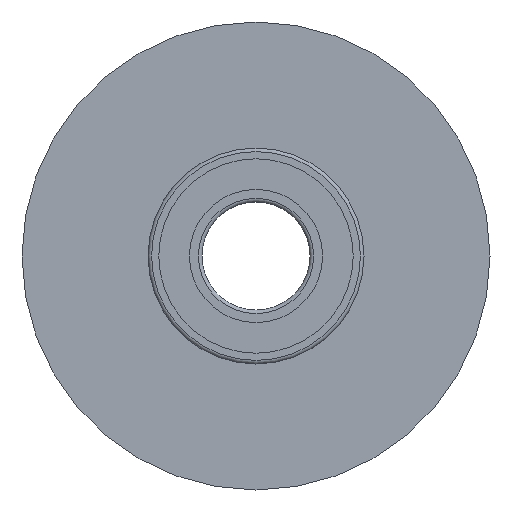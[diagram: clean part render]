
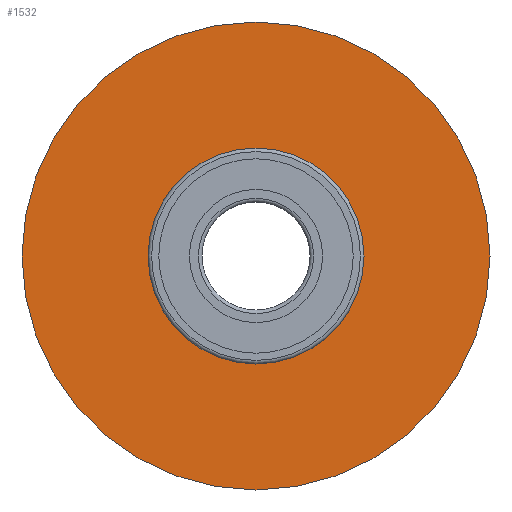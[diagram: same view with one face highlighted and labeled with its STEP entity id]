
A CAD part, left-side view. The second image highlights one B-rep face of the part: STEP entity #1532.
In plain terms, the highlighted planar face has unit normal (-1, 0, 0).
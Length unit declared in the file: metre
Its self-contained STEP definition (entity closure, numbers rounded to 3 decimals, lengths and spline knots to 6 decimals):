
#41=PLANE('',#1876);
#185=CIRCLE('',#1855,0.0065);
#195=CIRCLE('',#1875,0.003);
#628=ORIENTED_EDGE('',*,*,#839,.T.);
#629=ORIENTED_EDGE('',*,*,#849,.F.);
#839=EDGE_CURVE('',#993,#993,#185,.T.);
#849=EDGE_CURVE('',#1003,#1003,#195,.T.);
#993=VERTEX_POINT('',#2865);
#1003=VERTEX_POINT('',#2895);
#1246=EDGE_LOOP('',(#628));
#1247=EDGE_LOOP('',(#629));
#1364=FACE_BOUND('',#1246,.T.);
#1365=FACE_BOUND('',#1247,.T.);
#1532=ADVANCED_FACE('',(#1364,#1365),#41,.F.);
#1855=AXIS2_PLACEMENT_3D('',#2864,#2388,#2389);
#1875=AXIS2_PLACEMENT_3D('',#2894,#2428,#2429);
#1876=AXIS2_PLACEMENT_3D('',#2896,#2430,#2431);
#2388=DIRECTION('',(-1.,0.,0.));
#2389=DIRECTION('',(0.,0.,1.));
#2428=DIRECTION('',(-1.,0.,0.));
#2429=DIRECTION('',(0.,0.,1.));
#2430=DIRECTION('',(1.,0.,0.));
#2431=DIRECTION('',(0.,0.,1.));
#2864=CARTESIAN_POINT('',(-0.0045,0.,0.));
#2865=CARTESIAN_POINT('',(-0.0045,0.,0.0065));
#2894=CARTESIAN_POINT('',(-0.0045,0.,0.));
#2895=CARTESIAN_POINT('',(-0.0045,0.,0.003));
#2896=CARTESIAN_POINT('',(-0.0045,0.,0.00475));
